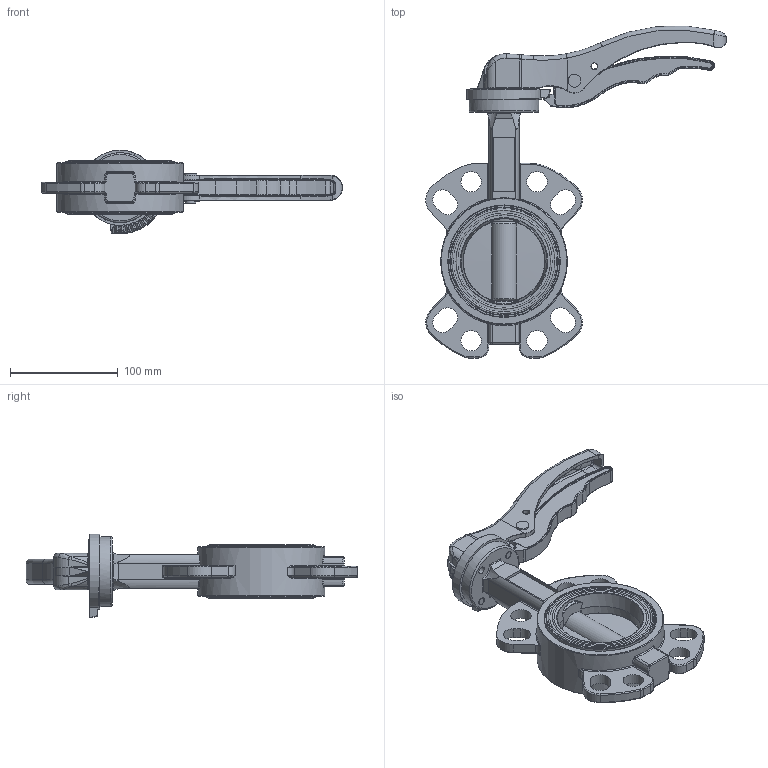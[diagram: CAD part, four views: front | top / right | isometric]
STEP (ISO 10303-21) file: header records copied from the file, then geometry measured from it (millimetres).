
FILE_DESCRIPTION (( 'STEP AP203' ), '1' );
FILE_NAME ('J9.DN080.STEP', '2012-12-17T12:49:13', ( 'luca.saino' ), ( 'Hewlett-Packard Company' ), 'SwSTEP 2.0', 'SolidWorks 2012', '' );
FILE_SCHEMA (( 'CONFIG_CONTROL_DESIGN' ));
Products named in the file (1): J9.DN080
Bounding box: 279.64 x 308.79 x 77.87 mm (x, y, z)
Volume: 675364.2 mm3; surface area: 148215.6 mm2
Topology: 1 solids, 3 shells, 1356 faces, 3470 edges, 2160 vertices
Faces by surface type: plane 434, cylinder 371, bspline 259, torus 222, cone 62, sphere 8
Full cylindrical faces by diameter (mm): 4 x2, 5 x1, 6.3 x2, 7 x4, 8 x3, 10.2 x4, 11 x1, 12 x1, 13 x2, 15 x2, 19 x4, 65 x1, 70 x1, 100.9 x2, 103.7 x2, 118 x1
Entity records: 50208 total; most frequent: CARTESIAN_POINT 19520, ORIENTED_EDGE 6690, DIRECTION 5955, EDGE_CURVE 3345, AXIS2_PLACEMENT_3D 2294, VERTEX_POINT 2125, EDGE_LOOP 1524, FACE_OUTER_BOUND 1406
